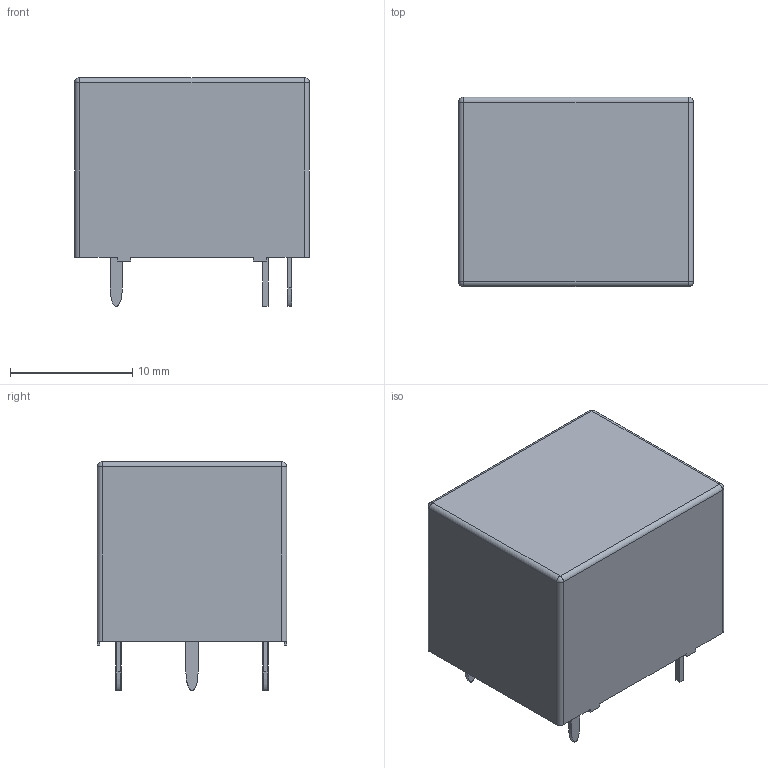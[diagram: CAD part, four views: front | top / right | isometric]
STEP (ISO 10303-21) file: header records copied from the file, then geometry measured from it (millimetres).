
FILE_DESCRIPTION (( 'STEP AP214' ), '1' );
FILE_NAME ('ORWH-SH-112D1F,000.STEP', '2022-04-29T12:38:15', ( '' ), ( '' ), 'SwSTEP 2.0', 'SolidWorks 2018', '' );
FILE_SCHEMA (( 'AUTOMOTIVE_DESIGN' ));
Length unit declared in the file: millimetre
Products named in the file (1): ORWH-SH-112D1F,000
Bounding box: 19.2 x 15.5 x 18.7 mm (x, y, z)
Volume: 2432.1 mm3; surface area: 5167.9 mm2
Topology: 3 solids, 4 shells, 193 faces, 519 edges, 334 vertices
Faces by surface type: plane 142, cylinder 29, torus 12, bspline 6, sphere 4
Entity records: 8143 total; most frequent: CARTESIAN_POINT 1486, ORIENTED_EDGE 1030, DIRECTION 942, EDGE_CURVE 515, VECTOR 404, LINE 404, VERTEX_POINT 334, AXIS2_PLACEMENT_3D 269
